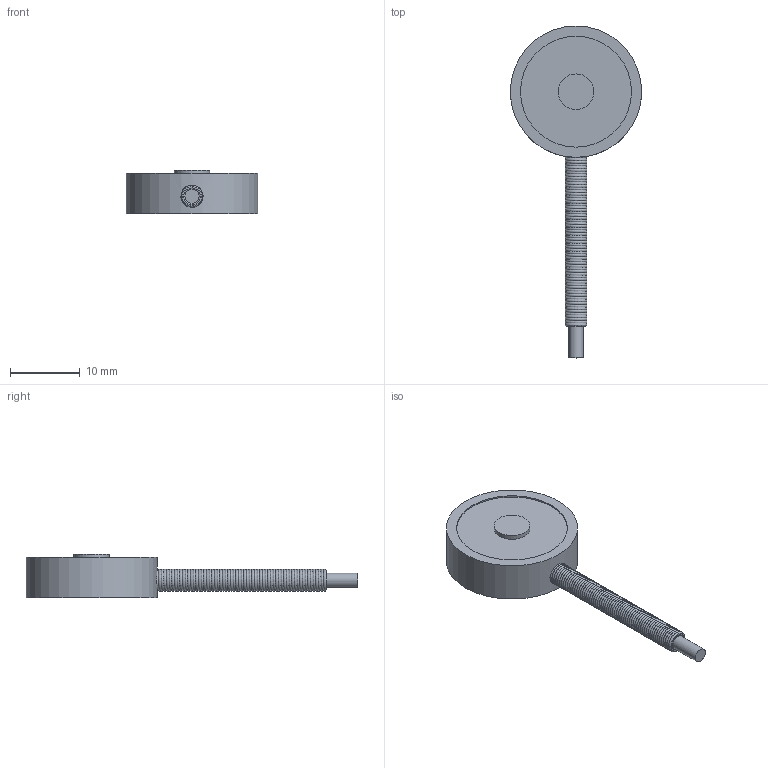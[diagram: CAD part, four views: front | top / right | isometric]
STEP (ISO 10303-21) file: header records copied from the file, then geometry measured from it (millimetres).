
FILE_DESCRIPTION((''),'2;1');
FILE_NAME('LLB300.stp','2010-11-11T11:38:48',('thomasl'),(''),'Autodesk Inventor 2008','Autodesk Inventor 2008','');
FILE_SCHEMA(('AUTOMOTIVE_DESIGN { 1 0 10303 214 1 1 1 1 }'));
Length unit declared in the file: inch
Products named in the file (5): LLB300; CABLE; D2FE; D2FEA; D2FEB
Assembly tree (4 placements, depth 3):
  LLB300
    CABLE
      D2FE
      D2FEA
      D2FEB
Bounding box: 18.8 x 47.5 x 6.29 mm (x, y, z)
Volume: 1659.1 mm3; surface area: 1558.3 mm2
Topology: 3 solids, 3 shells, 88 faces, 168 edges, 90 vertices
Faces by surface type: bspline 70, plane 9, cylinder 7, sphere 1, torus 1
Full cylindrical faces by diameter (mm): 1.943 x1, 2.032 x1, 3.175 x1, 5.08 x1, 15.875 x2, 18.796 x1
Entity records: 7270 total; most frequent: CARTESIAN_POINT 5911, DIRECTION 224, ORIENTED_EDGE 178, EDGE_LOOP 172, AXIS2_PLACEMENT_3D 112, VERTEX_POINT 89, EDGE_CURVE 89, FACE_OUTER_BOUND 88
